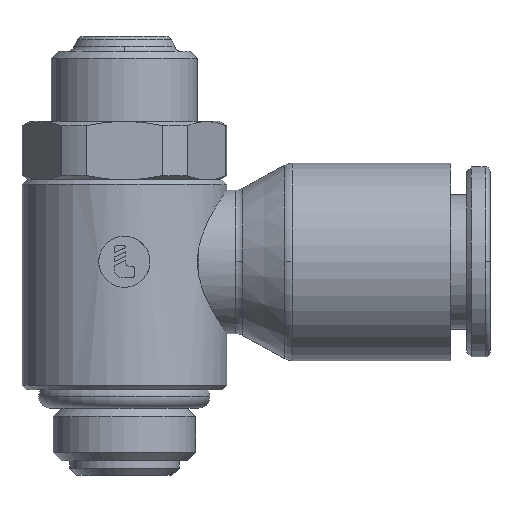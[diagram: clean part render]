
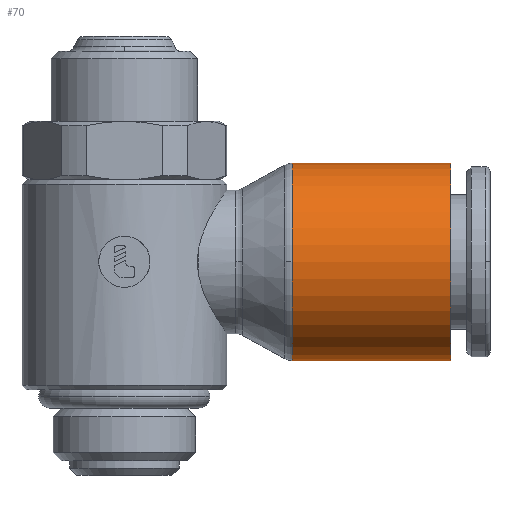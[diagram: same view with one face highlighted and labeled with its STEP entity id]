
A CAD part, top view. The second image highlights one B-rep face of the part: STEP entity #70.
In plain terms, the highlighted cylindrical face has radius 6.75 mm (diameter 13.5 mm), a partial arc.
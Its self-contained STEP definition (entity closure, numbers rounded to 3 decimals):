
#70=ADVANCED_FACE('',(#220),#221,.T.);
#220=FACE_OUTER_BOUND('',#488,.T.);
#221=CYLINDRICAL_SURFACE('',#489,6.75);
#488=EDGE_LOOP('',(#885,#886,#887,#888,#889));
#489=AXIS2_PLACEMENT_3D('',#890,#891,#892);
#885=ORIENTED_EDGE('',*,*,#1783,.F.);
#886=ORIENTED_EDGE('',*,*,#1784,.T.);
#887=ORIENTED_EDGE('',*,*,#1785,.T.);
#888=ORIENTED_EDGE('',*,*,#1786,.F.);
#889=ORIENTED_EDGE('',*,*,#1787,.F.);
#890=CARTESIAN_POINT('',(16.885,8.75,0.0));
#891=DIRECTION('',(1.0,0.0,0.0));
#892=DIRECTION('',(0.0,1.0,0.0));
#1783=EDGE_CURVE('',#2185,#2186,#2187,.T.);
#1784=EDGE_CURVE('',#2185,#2188,#2189,.T.);
#1785=EDGE_CURVE('',#2188,#2190,#2191,.T.);
#1786=EDGE_CURVE('',#2192,#2190,#2193,.T.);
#1787=EDGE_CURVE('',#2186,#2192,#2194,.T.);
#2185=VERTEX_POINT('',#2829);
#2186=VERTEX_POINT('',#2830);
#2187=LINE('',#2831,#2832);
#2188=VERTEX_POINT('',#2833);
#2189=CIRCLE('',#2834,6.75);
#2190=VERTEX_POINT('',#2835);
#2191=CIRCLE('',#2836,6.75);
#2192=VERTEX_POINT('',#2837);
#2193=LINE('',#2838,#2839);
#2194=CIRCLE('',#2840,6.75);
#2829=CARTESIAN_POINT('',(11.47,15.5,0.0));
#2830=CARTESIAN_POINT('',(22.3,15.5,0.0));
#2831=CARTESIAN_POINT('',(16.885,15.5,0.));
#2832=VECTOR('',#3844,1.0);
#2833=CARTESIAN_POINT('',(11.47,8.75,6.75));
#2834=AXIS2_PLACEMENT_3D('',#3845,#3846,#3847);
#2835=CARTESIAN_POINT('',(11.47,2.0,0.));
#2836=AXIS2_PLACEMENT_3D('',#3848,#3849,#3850);
#2837=CARTESIAN_POINT('',(22.3,2.0,0.));
#2838=CARTESIAN_POINT('',(16.885,2.0,0.));
#2839=VECTOR('',#3851,1.0);
#2840=AXIS2_PLACEMENT_3D('',#3852,#3853,#3854);
#3844=DIRECTION('',(1.0,0.0,0.0));
#3845=CARTESIAN_POINT('',(11.47,8.75,0.0));
#3846=DIRECTION('',(1.0,0.0,0.0));
#3847=DIRECTION('',(0.0,1.0,0.0));
#3848=CARTESIAN_POINT('',(11.47,8.75,0.0));
#3849=DIRECTION('',(1.0,0.0,0.0));
#3850=DIRECTION('',(0.0,1.0,0.0));
#3851=DIRECTION('',(-1.0,-0.0,-0.0));
#3852=CARTESIAN_POINT('',(22.3,8.75,0.0));
#3853=DIRECTION('',(1.0,0.0,0.0));
#3854=DIRECTION('',(0.0,1.0,0.0));
